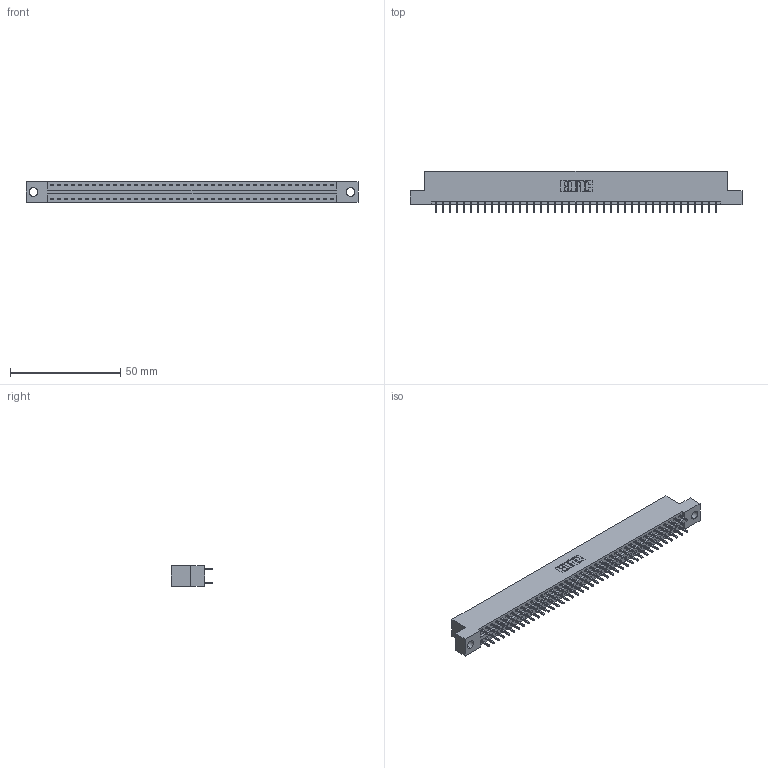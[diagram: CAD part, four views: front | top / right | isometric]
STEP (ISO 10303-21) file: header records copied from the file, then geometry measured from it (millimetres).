
FILE_DESCRIPTION (( 'STEP AP203' ), '1' );
FILE_NAME ('396-082-521-204.STEP', '2019-10-30T23:16:33', ( '' ), ( '' ), 'SwSTEP 2.0', 'SolidWorks 2016', '' );
FILE_SCHEMA (( 'CONFIG_CONTROL_DESIGN' ));
Length unit declared in the file: inch
Products named in the file (3): 396-082-521-204; 346 Part_Flush Mounting Lugs - 0.156 Dia-TH; 345-292-001_345-293-121
Assembly tree (83 placements, depth 2):
  396-082-521-204
    346 Part_Flush Mounting Lugs - 0.156 Dia-TH
    345-292-001_345-293-121  x82
Bounding box: 150.75 x 19.05 x 9.4 mm (x, y, z)
Volume: 14570.8 mm3; surface area: 19600.8 mm2
Topology: 83 solids, 83 shells, 4386 faces, 13039 edges, 8582 vertices
Faces by surface type: plane 2946, cylinder 1440
Entity records: 26913 total; most frequent: CARTESIAN_POINT 4436, ORIENTED_EDGE 4370, DIRECTION 3961, EDGE_CURVE 2185, LINE 1889, VECTOR 1889, VERTEX_POINT 1454, AXIS2_PLACEMENT_3D 1036
